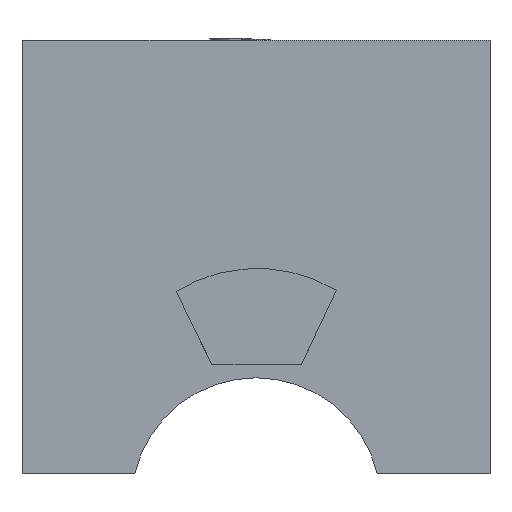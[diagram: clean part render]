
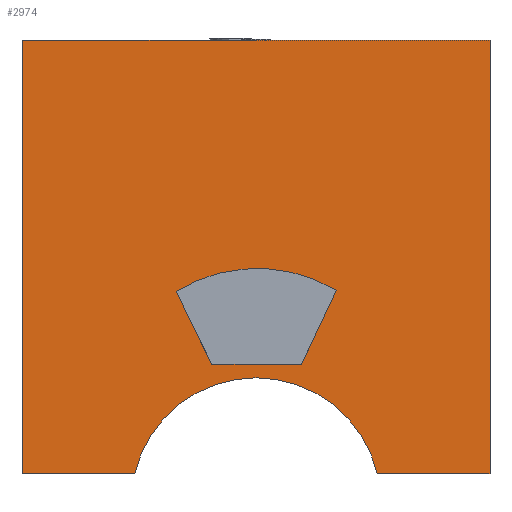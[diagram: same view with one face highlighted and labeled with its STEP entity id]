
A CAD part, front view. The second image highlights one B-rep face of the part: STEP entity #2974.
In plain terms, the highlighted planar face has unit normal (0, -1, 0).
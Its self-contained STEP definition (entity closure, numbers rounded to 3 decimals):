
#478=DIRECTION('',(0.,0.,1.));
#479=VECTOR('',#478,22.6);
#480=CARTESIAN_POINT('',(12.2,-12.2,-12.6));
#481=LINE('',#480,#479);
#758=DIRECTION('',(0.,0.,-1.));
#759=VECTOR('',#758,22.6);
#760=CARTESIAN_POINT('',(-12.2,-12.2,10.));
#761=LINE('',#760,#759);
#956=DIRECTION('',(-0.426,0.,-0.905));
#957=VECTOR('',#956,0.995);
#958=CARTESIAN_POINT('',(2.788,-12.2,-6.));
#959=LINE('',#958,#957);
#960=DIRECTION('',(-0.439,0.,0.898));
#961=VECTOR('',#960,1.002);
#962=CARTESIAN_POINT('',(-2.3,-12.2,-6.9));
#963=LINE('',#962,#961);
#964=DIRECTION('',(-0.426,0.,-0.905));
#965=VECTOR('',#964,0.993);
#966=CARTESIAN_POINT('',(4.187,-12.2,-3.028));
#967=LINE('',#966,#965);
#968=DIRECTION('',(-0.439,0.,0.898));
#969=VECTOR('',#968,0.931);
#970=CARTESIAN_POINT('',(-3.754,-12.2,-3.926));
#971=LINE('',#970,#969);
#972=CARTESIAN_POINT('',(0.,-12.2,-14.1));
#973=DIRECTION('',(0.,-1.,0.));
#974=DIRECTION('',(0.973,0.,0.231));
#975=AXIS2_PLACEMENT_3D('',#972,#973,#974);
#977=DIRECTION('',(-1.,0.,0.));
#978=VECTOR('',#977,5.875);
#979=CARTESIAN_POINT('',(-6.325,-12.2,-12.6));
#980=LINE('',#979,#978);
#981=DIRECTION('',(1.,0.,0.));
#982=VECTOR('',#981,24.4);
#983=CARTESIAN_POINT('',(-12.2,-12.2,10.));
#984=LINE('',#983,#982);
#985=DIRECTION('',(-1.,0.,0.));
#986=VECTOR('',#985,5.875);
#987=CARTESIAN_POINT('',(12.2,-12.2,-12.6));
#988=LINE('',#987,#986);
#1001=DIRECTION('',(-1.,0.,0.));
#1002=VECTOR('',#1001,4.664);
#1003=CARTESIAN_POINT('',(2.364,-12.2,-6.9));
#1004=LINE('',#1003,#1002);
#1009=CARTESIAN_POINT('',(0.064,-12.2,-10.));
#1010=DIRECTION('',(0.,1.,0.));
#1011=DIRECTION('',(-0.522,0.,0.853));
#1012=AXIS2_PLACEMENT_3D('',#1009,#1010,#1011);
#1030=DIRECTION('',(-1.,0.,0.));
#1031=VECTOR('',#1030,7.518);
#1032=CARTESIAN_POINT('',(3.764,-12.2,-3.926));
#1033=LINE('',#1032,#1031);
#1050=DIRECTION('',(1.,0.,0.));
#1051=VECTOR('',#1050,5.528);
#1052=CARTESIAN_POINT('',(-2.74,-12.2,-6.));
#1053=LINE('',#1052,#1051);
#1221=CARTESIAN_POINT('',(2.364,-12.2,-6.9));
#1222=CARTESIAN_POINT('',(-2.3,-12.2,-6.9));
#1223=VERTEX_POINT('',#1221);
#1224=VERTEX_POINT('',#1222);
#1226=CARTESIAN_POINT('',(-3.754,-12.2,-3.926));
#1228=VERTEX_POINT('',#1226);
#1230=CARTESIAN_POINT('',(3.764,-12.2,-3.926));
#1232=VERTEX_POINT('',#1230);
#1233=CARTESIAN_POINT('',(-4.163,-12.2,-3.09));
#1234=CARTESIAN_POINT('',(4.187,-12.2,-3.028));
#1235=VERTEX_POINT('',#1233);
#1236=VERTEX_POINT('',#1234);
#1237=CARTESIAN_POINT('',(-2.74,-12.2,-6.));
#1239=VERTEX_POINT('',#1237);
#1241=CARTESIAN_POINT('',(2.788,-12.2,-6.));
#1243=VERTEX_POINT('',#1241);
#1325=CARTESIAN_POINT('',(-12.2,-12.2,10.));
#1326=CARTESIAN_POINT('',(12.2,-12.2,10.));
#1327=VERTEX_POINT('',#1325);
#1328=VERTEX_POINT('',#1326);
#1437=CARTESIAN_POINT('',(-12.2,-12.2,-12.6));
#1438=VERTEX_POINT('',#1437);
#1439=CARTESIAN_POINT('',(12.2,-12.2,-12.6));
#1440=VERTEX_POINT('',#1439);
#1477=CARTESIAN_POINT('',(6.325,-12.2,-12.6));
#1478=CARTESIAN_POINT('',(-6.325,-12.2,-12.6));
#1479=VERTEX_POINT('',#1477);
#1480=VERTEX_POINT('',#1478);
#2941=CARTESIAN_POINT('',(-16.5,-12.2,10.));
#2942=DIRECTION('',(0.,1.,0.));
#2943=DIRECTION('',(0.,0.,1.));
#2944=AXIS2_PLACEMENT_3D('',#2941,#2942,#2943);
#2945=PLANE('',#2944);
#2946=ORIENTED_EDGE('',*,*,#2105,.T.);
#2947=ORIENTED_EDGE('',*,*,#2253,.T.);
#2948=ORIENTED_EDGE('',*,*,#2726,.F.);
#2949=ORIENTED_EDGE('',*,*,#2913,.T.);
#2950=ORIENTED_EDGE('',*,*,#2454,.F.);
#2951=ORIENTED_EDGE('',*,*,#2175,.T.);
#2952=EDGE_LOOP('',(#2946,#2947,#2948,#2949,#2950,#2951));
#2953=FACE_OUTER_BOUND('',#2952,.F.);
#2955=ORIENTED_EDGE('',*,*,#2954,.F.);
#2957=ORIENTED_EDGE('',*,*,#2956,.F.);
#2959=ORIENTED_EDGE('',*,*,#2958,.F.);
#2961=ORIENTED_EDGE('',*,*,#2960,.F.);
#2962=EDGE_LOOP('',(#2955,#2957,#2959,#2961));
#2963=FACE_BOUND('',#2962,.F.);
#2965=ORIENTED_EDGE('',*,*,#2964,.F.);
#2967=ORIENTED_EDGE('',*,*,#2966,.F.);
#2969=ORIENTED_EDGE('',*,*,#2968,.F.);
#2971=ORIENTED_EDGE('',*,*,#2970,.F.);
#2972=EDGE_LOOP('',(#2965,#2967,#2969,#2971));
#2973=FACE_BOUND('',#2972,.F.);
#976=CIRCLE('',#975,6.5);
#1013=CIRCLE('',#1012,8.1);
#2105=EDGE_CURVE('',#1479,#1480,#976,.T.);
#2175=EDGE_CURVE('',#1440,#1479,#988,.T.);
#2253=EDGE_CURVE('',#1480,#1438,#980,.T.);
#2454=EDGE_CURVE('',#1440,#1328,#481,.T.);
#2726=EDGE_CURVE('',#1327,#1438,#761,.T.);
#2913=EDGE_CURVE('',#1327,#1328,#984,.T.);
#2954=EDGE_CURVE('',#1232,#1228,#1033,.T.);
#2956=EDGE_CURVE('',#1236,#1232,#967,.T.);
#2958=EDGE_CURVE('',#1235,#1236,#1013,.T.);
#2960=EDGE_CURVE('',#1228,#1235,#971,.T.);
#2964=EDGE_CURVE('',#1223,#1224,#1004,.T.);
#2966=EDGE_CURVE('',#1243,#1223,#959,.T.);
#2968=EDGE_CURVE('',#1239,#1243,#1053,.T.);
#2970=EDGE_CURVE('',#1224,#1239,#963,.T.);
#2974=ADVANCED_FACE('',(#2953,#2963,#2973),#2945,.F.);
